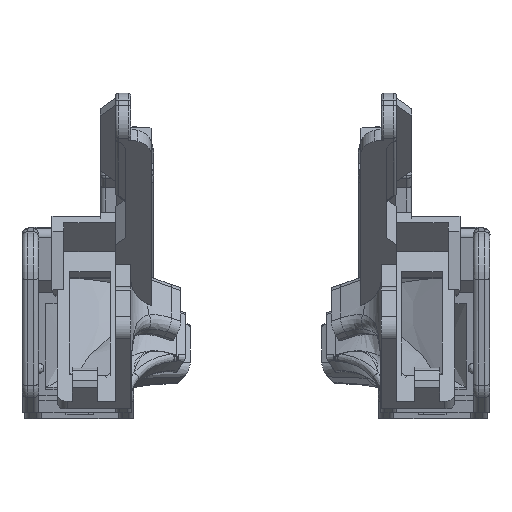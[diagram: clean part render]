
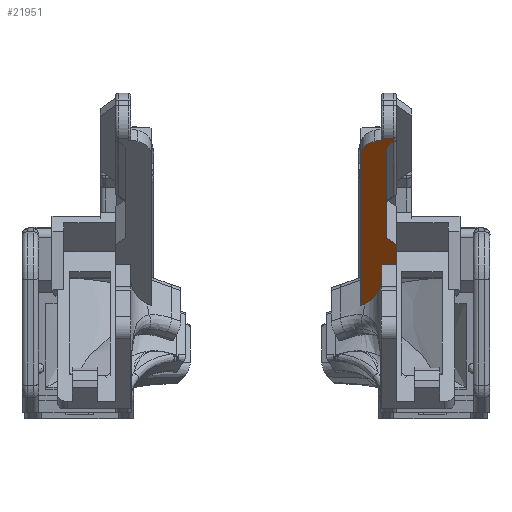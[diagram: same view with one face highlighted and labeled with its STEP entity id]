
A CAD part, front view. The second image highlights one B-rep face of the part: STEP entity #21951.
In plain terms, the highlighted planar face has unit normal (0, -0.707, -0.707).
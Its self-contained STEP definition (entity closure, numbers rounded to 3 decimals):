
#482=CIRCLE('',#23518,7.681);
#483=CIRCLE('',#23522,5.);
#484=CIRCLE('',#23523,4.);
#980=ELLIPSE('',#23521,2.828,2.);
#2430=LINE('',#42423,#4401);
#2431=LINE('',#42425,#4402);
#2432=LINE('',#42427,#4403);
#2433=LINE('',#42429,#4404);
#2434=LINE('',#42431,#4405);
#2435=LINE('',#42435,#4406);
#2436=LINE('',#42437,#4407);
#2437=LINE('',#42439,#4408);
#2438=LINE('',#42445,#4409);
#4401=VECTOR('',#27818,10.);
#4402=VECTOR('',#27819,10.);
#4403=VECTOR('',#27820,10.);
#4404=VECTOR('',#27821,10.);
#4405=VECTOR('',#27822,10.);
#4406=VECTOR('',#27825,10.);
#4407=VECTOR('',#27826,10.);
#4408=VECTOR('',#27827,10.);
#4409=VECTOR('',#27832,10.);
#5437=PLANE('',#23520);
#6548=FACE_OUTER_BOUND('',#7764,.T.);
#7764=EDGE_LOOP('',(#19224,#19225,#19226,#19227,#19228,#19229,#19230,#19231,
#19232,#19233,#19234,#19235,#19236,#19237));
#8654=B_SPLINE_CURVE_WITH_KNOTS('',3,(#42446,#42447,#42448,#42449),
 .UNSPECIFIED.,.F.,.F.,(4,4),(-0.166,-0.06),
 .UNSPECIFIED.);
#10405=VERTEX_POINT('',#42385);
#10406=VERTEX_POINT('',#42387);
#10411=VERTEX_POINT('',#42422);
#10412=VERTEX_POINT('',#42424);
#10413=VERTEX_POINT('',#42426);
#10414=VERTEX_POINT('',#42428);
#10415=VERTEX_POINT('',#42430);
#10416=VERTEX_POINT('',#42432);
#10417=VERTEX_POINT('',#42434);
#10418=VERTEX_POINT('',#42436);
#10419=VERTEX_POINT('',#42438);
#10420=VERTEX_POINT('',#42440);
#10421=VERTEX_POINT('',#42442);
#10422=VERTEX_POINT('',#42444);
#13428=EDGE_CURVE('',#10405,#10406,#482,.T.);
#13437=EDGE_CURVE('',#10411,#10405,#2430,.T.);
#13438=EDGE_CURVE('',#10411,#10412,#2431,.T.);
#13439=EDGE_CURVE('',#10413,#10412,#2432,.T.);
#13440=EDGE_CURVE('',#10414,#10413,#2433,.T.);
#13441=EDGE_CURVE('',#10415,#10414,#2434,.T.);
#13442=EDGE_CURVE('',#10415,#10416,#980,.T.);
#13443=EDGE_CURVE('',#10416,#10417,#2435,.T.);
#13444=EDGE_CURVE('',#10417,#10418,#2436,.T.);
#13445=EDGE_CURVE('',#10418,#10419,#2437,.T.);
#13446=EDGE_CURVE('',#10419,#10420,#483,.T.);
#13447=EDGE_CURVE('',#10420,#10421,#484,.T.);
#13448=EDGE_CURVE('',#10422,#10421,#2438,.T.);
#13449=EDGE_CURVE('',#10406,#10422,#8654,.T.);
#19224=ORIENTED_EDGE('',*,*,#13428,.F.);
#19225=ORIENTED_EDGE('',*,*,#13437,.F.);
#19226=ORIENTED_EDGE('',*,*,#13438,.T.);
#19227=ORIENTED_EDGE('',*,*,#13439,.F.);
#19228=ORIENTED_EDGE('',*,*,#13440,.F.);
#19229=ORIENTED_EDGE('',*,*,#13441,.F.);
#19230=ORIENTED_EDGE('',*,*,#13442,.T.);
#19231=ORIENTED_EDGE('',*,*,#13443,.T.);
#19232=ORIENTED_EDGE('',*,*,#13444,.T.);
#19233=ORIENTED_EDGE('',*,*,#13445,.T.);
#19234=ORIENTED_EDGE('',*,*,#13446,.T.);
#19235=ORIENTED_EDGE('',*,*,#13447,.T.);
#19236=ORIENTED_EDGE('',*,*,#13448,.F.);
#19237=ORIENTED_EDGE('',*,*,#13449,.F.);
#21951=ADVANCED_FACE('',(#6548),#5437,.F.);
#23518=AXIS2_PLACEMENT_3D('',#42388,#27805,#27806);
#23520=AXIS2_PLACEMENT_3D('',#42421,#27816,#27817);
#23521=AXIS2_PLACEMENT_3D('',#42433,#27823,#27824);
#23522=AXIS2_PLACEMENT_3D('',#42441,#27828,#27829);
#23523=AXIS2_PLACEMENT_3D('',#42443,#27830,#27831);
#27805=DIRECTION('center_axis',(0.,0.707,0.707));
#27806=DIRECTION('ref_axis',(0.52,0.604,-0.604));
#27816=DIRECTION('center_axis',(0.,0.707,0.707));
#27817=DIRECTION('ref_axis',(0.,0.707,-0.707));
#27818=DIRECTION('',(0.,0.707,-0.707));
#27819=DIRECTION('',(1.,0.,0.));
#27820=DIRECTION('',(0.,0.707,-0.707));
#27821=DIRECTION('',(0.712,0.497,-0.497));
#27822=DIRECTION('',(0.,0.707,-0.707));
#27823=DIRECTION('center_axis',(0.,0.707,0.707));
#27824=DIRECTION('ref_axis',(0.,-0.707,0.707));
#27825=DIRECTION('',(0.,-0.707,0.707));
#27826=DIRECTION('',(-1.,0.,0.));
#27827=DIRECTION('',(0.,0.707,-0.707));
#27828=DIRECTION('center_axis',(0.,-0.707,-0.707));
#27829=DIRECTION('ref_axis',(-0.065,-0.706,0.706));
#27830=DIRECTION('center_axis',(0.,-0.707,-0.707));
#27831=DIRECTION('ref_axis',(-0.814,-0.411,0.411));
#27832=DIRECTION('',(0.,-0.707,0.707));
#42385=CARTESIAN_POINT('',(24.4,-91.72,13.37));
#42387=CARTESIAN_POINT('',(21.209,-87.314,8.963));
#42388=CARTESIAN_POINT('Origin',(16.719,-91.72,13.37));
#42421=CARTESIAN_POINT('Origin',(23.562,-92.726,14.375));
#42422=CARTESIAN_POINT('',(24.4,-95.067,16.716));
#42423=CARTESIAN_POINT('',(24.4,-91.454,13.104));
#42424=CARTESIAN_POINT('',(27.4,-95.067,16.716));
#42425=CARTESIAN_POINT('',(24.4,-95.067,16.716));
#42426=CARTESIAN_POINT('',(27.4,-98.819,20.468));
#42427=CARTESIAN_POINT('',(27.4,-97.053,18.703));
#42428=CARTESIAN_POINT('',(25.4,-100.214,21.864));
#42429=CARTESIAN_POINT('',(27.582,-98.692,20.341));
#42430=CARTESIAN_POINT('',(25.4,-116.986,38.636));
#42431=CARTESIAN_POINT('',(25.4,-98.768,20.418));
#42432=CARTESIAN_POINT('',(26.9,-118.923,40.572));
#42433=CARTESIAN_POINT('Origin',(27.4,-116.986,38.636));
#42434=CARTESIAN_POINT('',(26.9,-119.651,41.301));
#42435=CARTESIAN_POINT('',(26.9,-97.053,18.703));
#42436=CARTESIAN_POINT('',(24.91,-119.651,41.301));
#42437=CARTESIAN_POINT('',(24.4,-119.651,41.301));
#42438=CARTESIAN_POINT('',(24.91,-119.196,40.846));
#42439=CARTESIAN_POINT('',(24.91,-86.331,7.98));
#42440=CARTESIAN_POINT('',(23.1,-119.007,40.656));
#42441=CARTESIAN_POINT('Origin',(24.725,-115.663,37.313));
#42442=CARTESIAN_POINT('',(20.4,-116.332,37.981));
#42443=CARTESIAN_POINT('Origin',(24.4,-116.332,37.981));
#42444=CARTESIAN_POINT('',(20.4,-86.913,8.563));
#42445=CARTESIAN_POINT('',(20.4,-89.307,10.957));
#42446=CARTESIAN_POINT('Ctrl Pts',(21.209,-87.314,8.963));
#42447=CARTESIAN_POINT('Ctrl Pts',(20.954,-87.178,8.827));
#42448=CARTESIAN_POINT('Ctrl Pts',(20.684,-87.045,8.694));
#42449=CARTESIAN_POINT('Ctrl Pts',(20.4,-86.913,8.563));
